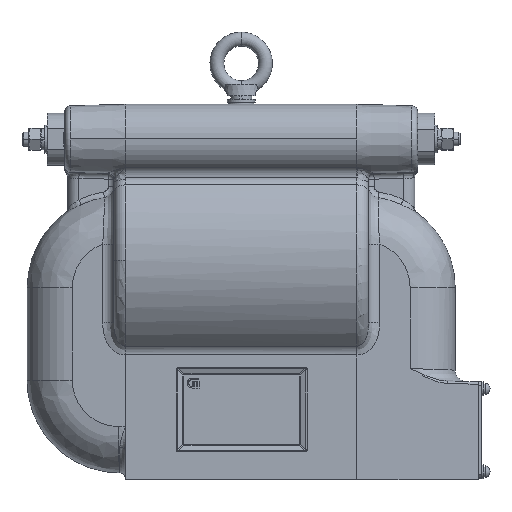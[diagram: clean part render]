
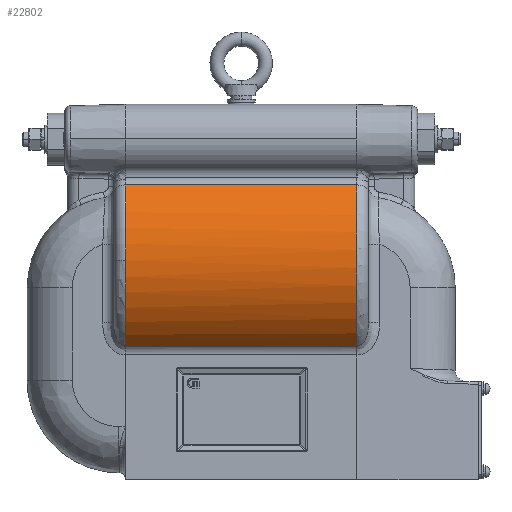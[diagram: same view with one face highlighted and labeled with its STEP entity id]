
A CAD part, top view. The second image highlights one B-rep face of the part: STEP entity #22802.
In plain terms, the highlighted cylindrical face has radius 96 mm (diameter 192 mm), a partial arc.
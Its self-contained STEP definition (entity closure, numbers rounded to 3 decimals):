
#91 = EDGE_CURVE ( 'NONE', #7174, #6685, #14352, .T. ) ;
#104 = EDGE_CURVE ( 'NONE', #6649, #7125, #17265, .T. ) ;
#113 = EDGE_CURVE ( 'NONE', #6849, #6668, #14375, .T. ) ;
#547 = EDGE_CURVE ( 'NONE', #7125, #7158, #1595, .T. ) ;
#558 = EDGE_CURVE ( 'NONE', #7158, #7174, #17468, .T. ) ;
#1595 = LINE ( 'NONE', #2973, #1603 ) ;
#1603 = VECTOR ( 'NONE', #2962, 1000. ) ;
#2109 = CARTESIAN_POINT ( 'NONE',  ( 100.002, -5.519, 61.133 ) ) ;
#2111 = CARTESIAN_POINT ( 'NONE',  ( 100., -5.517, 61.135 ) ) ;
#2114 = CARTESIAN_POINT ( 'NONE',  ( 100.004, -5.519, 61.132 ) ) ;
#2121 = CARTESIAN_POINT ( 'NONE',  ( 100.001, -5.518, 61.134 ) ) ;
#2962 = DIRECTION ( 'NONE',  ( 1., 0., 0. ) ) ;
#2973 = CARTESIAN_POINT ( 'NONE',  ( 110., -5.519, 61.132 ) ) ;
#5064 = AXIS2_PLACEMENT_3D ( 'NONE', #20128, #20105, #20126 ) ;
#6649 = VERTEX_POINT ( 'NONE', #19573 ) ;
#6668 = VERTEX_POINT ( 'NONE', #19609 ) ;
#6685 = VERTEX_POINT ( 'NONE', #19648 ) ;
#6849 = VERTEX_POINT ( 'NONE', #23467 ) ;
#7125 = VERTEX_POINT ( 'NONE', #23736 ) ;
#7158 = VERTEX_POINT ( 'NONE', #23711 ) ;
#7174 = VERTEX_POINT ( 'NONE', #23738 ) ;
#7465 = CIRCLE ( 'NONE', #13453, 96. ) ;
#7770 = EDGE_CURVE ( 'NONE', #6668, #6649, #7465, .T. ) ;
#7814 = LINE ( 'NONE', #23347, #7834 ) ;
#7834 = VECTOR ( 'NONE', #23344, 1000. ) ;
#8250 = EDGE_CURVE ( 'NONE', #6685, #6849, #7814, .T. ) ;
#8281 = CARTESIAN_POINT ( 'NONE',  ( 100., 68.5, 0. ) ) ;
#8313 = DIRECTION ( 'NONE',  ( -1., 0., 0. ) ) ;
#8316 = DIRECTION ( 'NONE',  ( 0., 0., -1. ) ) ;
#8371 = CARTESIAN_POINT ( 'NONE',  ( -100., 68.5, 0. ) ) ;
#8389 = CARTESIAN_POINT ( 'NONE',  ( -100.001, -5.518, 61.134 ) ) ;
#8397 = CARTESIAN_POINT ( 'NONE',  ( -100., -5.517, 61.135 ) ) ;
#8418 = CARTESIAN_POINT ( 'NONE',  ( -100.004, -5.519, 61.132 ) ) ;
#8427 = CARTESIAN_POINT ( 'NONE',  ( -100.002, -5.519, 61.133 ) ) ;
#8485 = DIRECTION ( 'NONE',  ( 0., 0., 1. ) ) ;
#8551 = DIRECTION ( 'NONE',  ( 1., 0., 0. ) ) ;
#8769 = AXIS2_PLACEMENT_3D ( 'NONE', #8281, #8313, #8316 ) ;
#8774 = AXIS2_PLACEMENT_3D ( 'NONE', #8371, #8551, #8485 ) ;
#10487 = ORIENTED_EDGE ( 'NONE', *, *, #547, .T. ) ;
#10505 = ORIENTED_EDGE ( 'NONE', *, *, #91, .T. ) ;
#10509 = ORIENTED_EDGE ( 'NONE', *, *, #7770, .T. ) ;
#10583 = ORIENTED_EDGE ( 'NONE', *, *, #104, .T. ) ;
#10600 = ORIENTED_EDGE ( 'NONE', *, *, #558, .T. ) ;
#10651 = ORIENTED_EDGE ( 'NONE', *, *, #113, .T. ) ;
#10693 = ORIENTED_EDGE ( 'NONE', *, *, #8250, .T. ) ;
#13453 = AXIS2_PLACEMENT_3D ( 'NONE', #22008, #22001, #22009 ) ;
#14048 = EDGE_LOOP ( 'NONE', ( #10583, #10487, #10600, #10505, #10693, #10651, #10509 ) ) ;
#14352 = CIRCLE ( 'NONE', #8769, 96. ) ;
#14375 = CIRCLE ( 'NONE', #8774, 96. ) ;
#17265 = B_SPLINE_CURVE_WITH_KNOTS ( 'NONE', 3,
 ( #8397, #8389, #8427, #8418 ),
 .UNSPECIFIED., .F., .F.,
 ( 4, 4 ),
 ( 0., 0. ),
 .UNSPECIFIED. ) ;
#17468 = B_SPLINE_CURVE_WITH_KNOTS ( 'NONE', 3,
 ( #2114, #2109, #2121, #2111 ),
 .UNSPECIFIED., .F., .F.,
 ( 4, 4 ),
 ( 0.01, 0.01 ),
 .UNSPECIFIED. ) ;
#18689 = FACE_OUTER_BOUND ( 'NONE', #14048, .T. ) ;
#18704 = CYLINDRICAL_SURFACE ( 'NONE', #5064, 96. ) ;
#19573 = CARTESIAN_POINT ( 'NONE',  ( -100., -5.517, 61.135 ) ) ;
#19609 = CARTESIAN_POINT ( 'NONE',  ( -100., 68.5, 96. ) ) ;
#19648 = CARTESIAN_POINT ( 'NONE',  ( 100., 133.78, 70.389 ) ) ;
#20105 = DIRECTION ( 'NONE',  ( 1., 0., 0. ) ) ;
#20126 = DIRECTION ( 'NONE',  ( 0., 0., -1. ) ) ;
#20128 = CARTESIAN_POINT ( 'NONE',  ( 110., 68.5, 0. ) ) ;
#22001 = DIRECTION ( 'NONE',  ( 1., 0., 0. ) ) ;
#22008 = CARTESIAN_POINT ( 'NONE',  ( -100., 68.5, 0. ) ) ;
#22009 = DIRECTION ( 'NONE',  ( 0., 0., 1. ) ) ;
#22802 = ADVANCED_FACE ( 'NONE', ( #18689 ), #18704, .T. ) ;
#23344 = DIRECTION ( 'NONE',  ( -1., 0., 0. ) ) ;
#23347 = CARTESIAN_POINT ( 'NONE',  ( 110., 133.78, 70.389 ) ) ;
#23467 = CARTESIAN_POINT ( 'NONE',  ( -100., 133.78, 70.389 ) ) ;
#23711 = CARTESIAN_POINT ( 'NONE',  ( 100.004, -5.519, 61.132 ) ) ;
#23736 = CARTESIAN_POINT ( 'NONE',  ( -100.004, -5.519, 61.132 ) ) ;
#23738 = CARTESIAN_POINT ( 'NONE',  ( 100., -5.517, 61.135 ) ) ;
